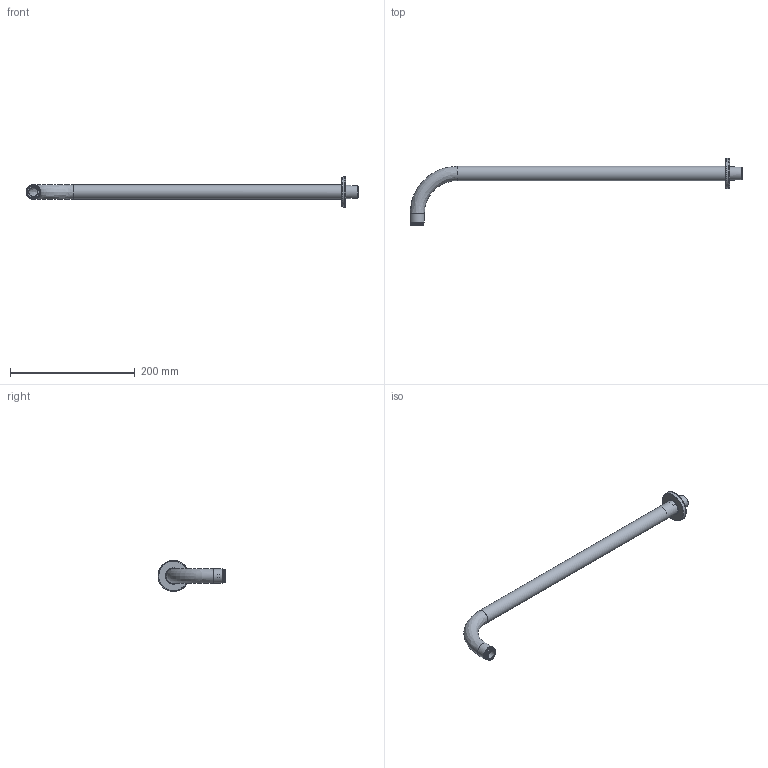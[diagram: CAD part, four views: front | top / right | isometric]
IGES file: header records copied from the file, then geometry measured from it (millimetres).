
Global section: file name: T20KA620-C; native system: Autodesk Inventor 2024; preprocessor: unknown; author: kwhieldon; date: 20240923.084752; units: millimetre
Bounding box: 531.5 x 108.75 x 49.5 mm (x, y, z)
Volume: 91407.3 mm3; surface area: 85463.4 mm2
Topology: 6 solids, 6 shells, 68 faces, 171 edges, 120 vertices
Faces by surface type: bspline 68
